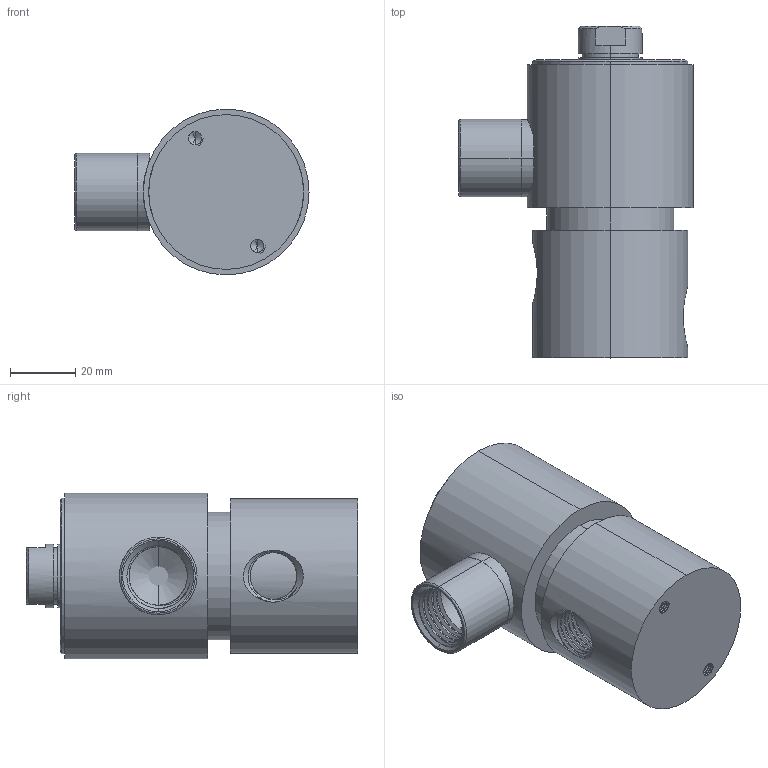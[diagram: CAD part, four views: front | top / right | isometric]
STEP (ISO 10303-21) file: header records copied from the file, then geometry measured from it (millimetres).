
FILE_DESCRIPTION (( 'STEP AP203' ), '1' );
FILE_NAME ('S401X_C_defeature.STEP', '2023-06-05T13:24:37', ( '' ), ( '' ), 'SwSTEP 2.0', 'SolidWorks 2023', '' );
FILE_SCHEMA (( 'CONFIG_CONTROL_DESIGN' ));
Length unit declared in the file: inch
Products named in the file (1): S401X_C_defeature
Bounding box: 71.75 x 101.7 x 50.8 mm (x, y, z)
Volume: 179589.9 mm3; surface area: 32698.3 mm2
Topology: 4 solids, 4 shells, 198 faces, 519 edges, 339 vertices
Faces by surface type: cylinder 121, plane 28, bspline 27, cone 20, torus 2
Entity records: 18402 total; most frequent: CARTESIAN_POINT 14226, ORIENTED_EDGE 1030, DIRECTION 672, EDGE_CURVE 515, VERTEX_POINT 339, AXIS2_PLACEMENT_3D 260, EDGE_LOOP 214, FACE_OUTER_BOUND 198
